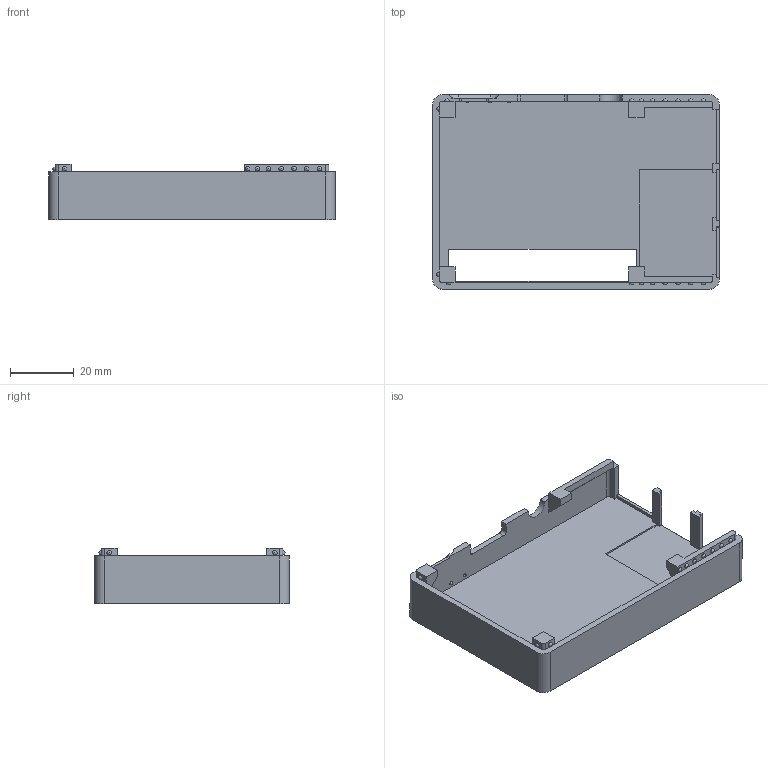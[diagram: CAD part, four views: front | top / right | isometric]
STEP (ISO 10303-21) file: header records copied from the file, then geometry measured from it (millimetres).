
FILE_DESCRIPTION(/* description */ (''),/* implementation_level */ '2;1');
FILE_NAME(/* name */ 'top v6.step',/* time_stamp */ '2020-05-09T16:24:50+09:00',/* author */ (''),/* organization */ (''),/* preprocessor_version */ 'ST-DEVELOPER v18.1',/* originating_system */ 'Autodesk Translation Framework v9.2.0.1227',/* authorisation */ '');
FILE_SCHEMA (('AUTOMOTIVE_DESIGN { 1 0 10303 214 3 1 1 }'));
Length unit declared in the file: millimetre
Products named in the file (1): top
Bounding box: 90 x 61 x 17.4 mm (x, y, z)
Volume: 20663.5 mm3; surface area: 17769.3 mm2
Topology: 1 solids, 1 shells, 128 faces, 377 edges, 251 vertices
Faces by surface type: plane 83, sphere 22, cylinder 21, cone 2
Entity records: 4202 total; most frequent: CARTESIAN_POINT 735, DIRECTION 715, ORIENTED_EDGE 710, EDGE_CURVE 355, LINE 253, VECTOR 253, VERTEX_POINT 251, AXIS2_PLACEMENT_3D 231
